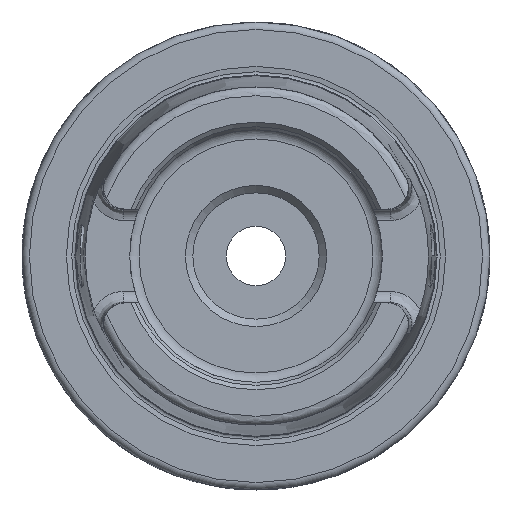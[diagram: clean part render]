
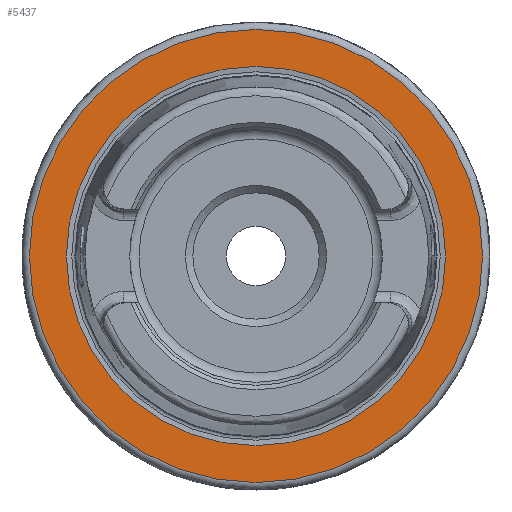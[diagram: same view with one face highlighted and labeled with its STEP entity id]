
A CAD part, left-side view. The second image highlights one B-rep face of the part: STEP entity #5437.
In plain terms, the highlighted planar face has unit normal (-1, 0, 0).
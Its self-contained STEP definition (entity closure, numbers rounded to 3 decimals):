
#92=FACE_BOUND('',#657,.T.);
#188=PLANE('',#5830);
#352=FACE_OUTER_BOUND('',#656,.T.);
#656=EDGE_LOOP('',(#3883,#3884));
#657=EDGE_LOOP('',(#3885,#3886));
#984=CIRCLE('',#5828,30.5);
#985=CIRCLE('',#5829,30.5);
#986=CIRCLE('',#5831,25.521);
#987=CIRCLE('',#5832,25.521);
#2222=VERTEX_POINT('',#8591);
#2223=VERTEX_POINT('',#8593);
#2224=VERTEX_POINT('',#8597);
#2225=VERTEX_POINT('',#8598);
#2861=EDGE_CURVE('',#2222,#2223,#984,.T.);
#2862=EDGE_CURVE('',#2223,#2222,#985,.T.);
#2863=EDGE_CURVE('',#2224,#2225,#986,.T.);
#2864=EDGE_CURVE('',#2225,#2224,#987,.T.);
#3883=ORIENTED_EDGE('',*,*,#2862,.F.);
#3884=ORIENTED_EDGE('',*,*,#2861,.F.);
#3885=ORIENTED_EDGE('',*,*,#2863,.T.);
#3886=ORIENTED_EDGE('',*,*,#2864,.T.);
#5437=ADVANCED_FACE('',(#352,#92),#188,.T.);
#5828=AXIS2_PLACEMENT_3D('',#8594,#6615,#6616);
#5829=AXIS2_PLACEMENT_3D('',#8595,#6617,#6618);
#5830=AXIS2_PLACEMENT_3D('',#8596,#6619,#6620);
#5831=AXIS2_PLACEMENT_3D('',#8599,#6621,#6622);
#5832=AXIS2_PLACEMENT_3D('',#8600,#6623,#6624);
#6615=DIRECTION('center_axis',(1.,0.,0.));
#6616=DIRECTION('ref_axis',(0.,0.,-1.));
#6617=DIRECTION('center_axis',(1.,0.,0.));
#6618=DIRECTION('ref_axis',(0.,0.,-1.));
#6619=DIRECTION('center_axis',(-1.,0.,0.));
#6620=DIRECTION('ref_axis',(0.,0.,1.));
#6621=DIRECTION('center_axis',(1.,0.,0.));
#6622=DIRECTION('ref_axis',(0.,0.,-1.));
#6623=DIRECTION('center_axis',(1.,0.,0.));
#6624=DIRECTION('ref_axis',(0.,0.,-1.));
#8591=CARTESIAN_POINT('',(0.,0.,30.5));
#8593=CARTESIAN_POINT('',(0.,30.5,0.));
#8594=CARTESIAN_POINT('Origin',(0.,0.,
0.));
#8595=CARTESIAN_POINT('Origin',(0.,0.,
0.));
#8596=CARTESIAN_POINT('Origin',(0.,30.5,0.));
#8597=CARTESIAN_POINT('',(0.,25.521,0.));
#8598=CARTESIAN_POINT('',(0.,-25.521,0.));
#8599=CARTESIAN_POINT('Origin',(0.,0.,
0.));
#8600=CARTESIAN_POINT('Origin',(0.,0.,
0.));
